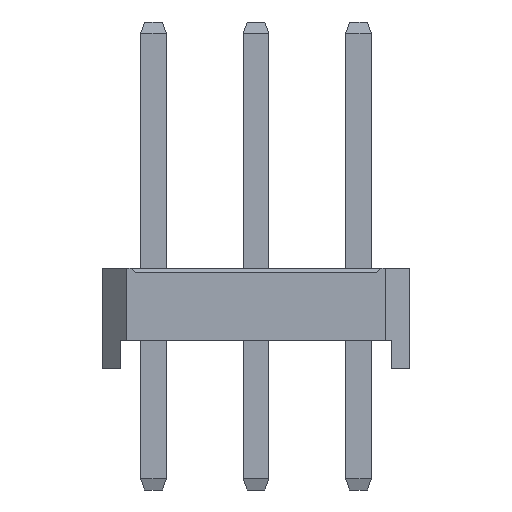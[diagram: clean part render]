
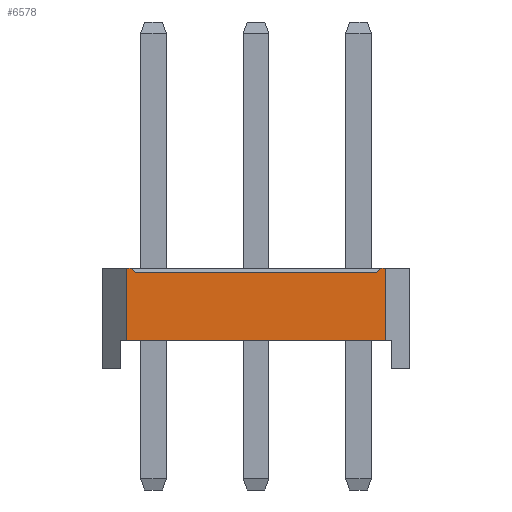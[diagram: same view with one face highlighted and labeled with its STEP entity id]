
A CAD part, left-side view. The second image highlights one B-rep face of the part: STEP entity #6578.
In plain terms, the highlighted planar face has unit normal (-1, 0, 0).
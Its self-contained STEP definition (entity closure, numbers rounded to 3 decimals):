
#6578=ADVANCED_FACE('',(#24874),#24876,.T.);
#24874=FACE_BOUND('',#24875,.T.);
#24875=EDGE_LOOP('',(#38965,#38966,#38967,#38968,#38969,#38970,#38971,#38972));
#24876=PLANE('',#24877);
#24877=AXIS2_PLACEMENT_3D('',#24878,#24879,#24880);
#24878=CARTESIAN_POINT('',(-1.27,5.75,0.));
#24879=DIRECTION('',(-1.,0.,0.));
#24880=DIRECTION('',(0.,-1.,0.));
#38965=ORIENTED_EDGE('',*,*,#47598,.F.);
#38966=ORIENTED_EDGE('',*,*,#47599,.T.);
#38967=ORIENTED_EDGE('',*,*,#47600,.F.);
#38968=ORIENTED_EDGE('',*,*,#45556,.F.);
#38969=ORIENTED_EDGE('',*,*,#47601,.F.);
#38970=ORIENTED_EDGE('',*,*,#44904,.T.);
#38971=ORIENTED_EDGE('',*,*,#47597,.T.);
#38972=ORIENTED_EDGE('',*,*,#45560,.F.);
#44904=EDGE_CURVE('',#49948,#49946,#49949,.T.);
#45556=EDGE_CURVE('',#51250,#51252,#51253,.T.);
#45560=EDGE_CURVE('',#51258,#51260,#51261,.T.);
#47597=EDGE_CURVE('',#49946,#51260,#54609,.T.);
#47598=EDGE_CURVE('',#54610,#51258,#54611,.F.);
#47599=EDGE_CURVE('',#54610,#54612,#54613,.T.);
#47600=EDGE_CURVE('',#51252,#54612,#54614,.F.);
#47601=EDGE_CURVE('',#49948,#51250,#54615,.T.);
#49946=VERTEX_POINT('',#58102);
#49948=VERTEX_POINT('',#58106);
#49949=LINE('',#58107,#58108);
#51250=VERTEX_POINT('',#60710);
#51252=VERTEX_POINT('',#60714);
#51253=LINE('',#60715,#60716);
#51258=VERTEX_POINT('',#60726);
#51260=VERTEX_POINT('',#60730);
#51261=LINE('',#60731,#60732);
#54609=LINE('',#68153,#68154);
#54610=VERTEX_POINT('',#68156);
#54611=LINE('',#68157,#68158);
#54612=VERTEX_POINT('',#68160);
#54613=LINE('',#68161,#68162);
#54614=LINE('',#68164,#68165);
#54615=LINE('',#68167,#68168);
#58102=CARTESIAN_POINT('',(-1.27,-0.67,0.7));
#58106=CARTESIAN_POINT('',(-1.27,5.75,0.7));
#58107=CARTESIAN_POINT('',(-1.27,5.75,0.7));
#58108=VECTOR('',#58109,1.);
#58109=DIRECTION('',(0.,-1.,0.));
#60710=CARTESIAN_POINT('',(-1.27,5.75,2.5));
#60714=CARTESIAN_POINT('',(-1.27,5.63,2.5));
#60715=CARTESIAN_POINT('',(-1.27,5.75,2.5));
#60716=VECTOR('',#60717,1.);
#60717=DIRECTION('',(0.,-1.,0.));
#60726=CARTESIAN_POINT('',(-1.27,-0.55,2.5));
#60730=CARTESIAN_POINT('',(-1.27,-0.67,2.5));
#60731=CARTESIAN_POINT('',(-1.27,-0.55,2.5));
#60732=VECTOR('',#60733,1.);
#60733=DIRECTION('',(0.,-1.,0.));
#68153=CARTESIAN_POINT('',(-1.27,-0.67,0.7));
#68154=VECTOR('',#68155,1.);
#68155=DIRECTION('',(0.,0.,1.));
#68156=CARTESIAN_POINT('',(-1.27,-0.45,2.4));
#68157=CARTESIAN_POINT('',(-1.27,-0.55,2.5));
#68158=VECTOR('',#68159,1.);
#68159=DIRECTION('',(0.,0.707,-0.707));
#68160=CARTESIAN_POINT('',(-1.27,5.53,2.4));
#68161=CARTESIAN_POINT('',(-1.27,-0.45,2.4));
#68162=VECTOR('',#68163,1.);
#68163=DIRECTION('',(0.,1.,0.));
#68164=CARTESIAN_POINT('',(-1.27,5.53,2.4));
#68165=VECTOR('',#68166,1.);
#68166=DIRECTION('',(0.,0.707,0.707));
#68167=CARTESIAN_POINT('',(-1.27,5.75,0.7));
#68168=VECTOR('',#68169,1.);
#68169=DIRECTION('',(0.,0.,1.));
